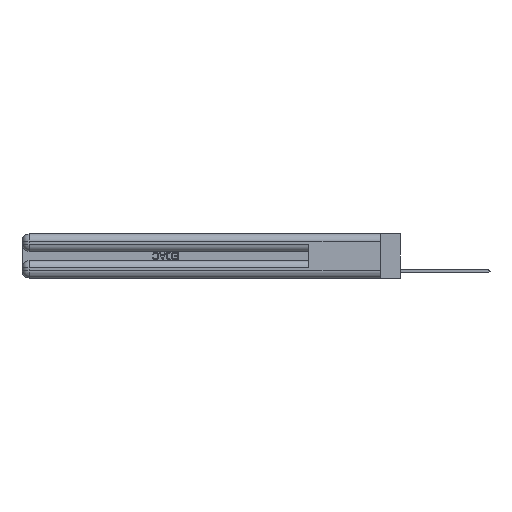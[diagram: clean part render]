
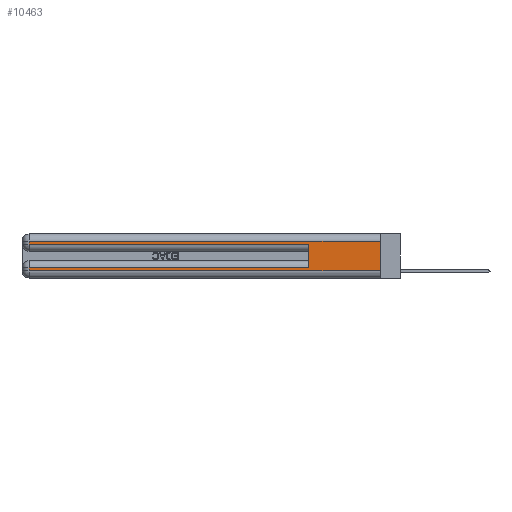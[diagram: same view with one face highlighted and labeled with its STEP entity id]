
A CAD part, left-side view. The second image highlights one B-rep face of the part: STEP entity #10463.
In plain terms, the highlighted planar face has unit normal (-1, 0, 0).
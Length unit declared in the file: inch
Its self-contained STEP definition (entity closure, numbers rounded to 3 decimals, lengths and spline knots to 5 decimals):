
#761 = VECTOR ( 'NONE', #20648, 39.37008 ) ;
#890 = EDGE_CURVE ( 'NONE', #28949, #12443, #29088, .T. ) ;
#3435 = CARTESIAN_POINT ( 'NONE',  ( 0., 0., 0.31 ) ) ;
#3481 = VECTOR ( 'NONE', #18507, 39.37008 ) ;
#4083 = LINE ( 'NONE', #8519, #3481 ) ;
#4091 = LINE ( 'NONE', #14071, #20231 ) ;
#4157 = ORIENTED_EDGE ( 'NONE', *, *, #12079, .T. ) ;
#4175 = EDGE_CURVE ( 'NONE', #10552, #26935, #30658, .T. ) ;
#4237 = PLANE ( 'NONE',  #30991 ) ;
#4708 = CARTESIAN_POINT ( 'NONE',  ( 0., 0., 0.085 ) ) ;
#4868 = CARTESIAN_POINT ( 'NONE',  ( 0., 2.94, 0.06 ) ) ;
#4874 = CARTESIAN_POINT ( 'NONE',  ( 0., 0., 0.37 ) ) ;
#5859 = VECTOR ( 'NONE', #23306, 39.37008 ) ;
#6505 = DIRECTION ( 'NONE',  ( 0., 0., -1. ) ) ;
#6507 = CARTESIAN_POINT ( 'NONE',  ( 0., 2.94, 0.31 ) ) ;
#6747 = ORIENTED_EDGE ( 'NONE', *, *, #11858, .T. ) ;
#7159 = DIRECTION ( 'NONE',  ( 0., 1., 0. ) ) ;
#7246 = CARTESIAN_POINT ( 'NONE',  ( 0., 2.94, 0.085 ) ) ;
#7533 = VECTOR ( 'NONE', #24259, 39.37008 ) ;
#8519 = CARTESIAN_POINT ( 'NONE',  ( 0., 0., 0.37 ) ) ;
#8665 = CARTESIAN_POINT ( 'NONE',  ( 0., 0.6, 0.285 ) ) ;
#8748 = DIRECTION ( 'NONE',  ( 0., 0., -1. ) ) ;
#9114 = VERTEX_POINT ( 'NONE', #3435 ) ;
#9213 = VERTEX_POINT ( 'NONE', #4868 ) ;
#9624 = LINE ( 'NONE', #4708, #21068 ) ;
#9684 = ORIENTED_EDGE ( 'NONE', *, *, #4175, .F. ) ;
#9702 = VECTOR ( 'NONE', #6505, 39.37008 ) ;
#10463 = ADVANCED_FACE ( 'NONE', ( #27301 ), #4237, .F. ) ;
#10552 = VERTEX_POINT ( 'NONE', #30560 ) ;
#11038 = CARTESIAN_POINT ( 'NONE',  ( 0., 0.6, 0.145 ) ) ;
#11770 = DIRECTION ( 'NONE',  ( 1., 0., 0. ) ) ;
#11858 = EDGE_CURVE ( 'NONE', #16088, #9213, #23642, .T. ) ;
#11873 = ORIENTED_EDGE ( 'NONE', *, *, #22284, .T. ) ;
#12079 = EDGE_CURVE ( 'NONE', #9114, #28949, #23120, .T. ) ;
#12443 = VERTEX_POINT ( 'NONE', #32085 ) ;
#13564 = ORIENTED_EDGE ( 'NONE', *, *, #21878, .T. ) ;
#14006 = EDGE_CURVE ( 'NONE', #9114, #29452, #4083, .T. ) ;
#14071 = CARTESIAN_POINT ( 'NONE',  ( 0., 0., 0.06 ) ) ;
#14283 = CARTESIAN_POINT ( 'NONE',  ( 0., 0., 0.285 ) ) ;
#15422 = CARTESIAN_POINT ( 'NONE',  ( 0., 0., 0.31 ) ) ;
#16088 = VERTEX_POINT ( 'NONE', #7246 ) ;
#16765 = CARTESIAN_POINT ( 'NONE',  ( 0., 0., 0.06 ) ) ;
#18271 = EDGE_LOOP ( 'NONE', ( #27036, #4157, #19152, #13564, #9684, #11873, #6747, #19767 ) ) ;
#18507 = DIRECTION ( 'NONE',  ( 0., 0., -1. ) ) ;
#19011 = VECTOR ( 'NONE', #8748, 39.37008 ) ;
#19152 = ORIENTED_EDGE ( 'NONE', *, *, #890, .T. ) ;
#19767 = ORIENTED_EDGE ( 'NONE', *, *, #28651, .T. ) ;
#20231 = VECTOR ( 'NONE', #26675, 39.37008 ) ;
#20648 = DIRECTION ( 'NONE',  ( 0., 1., 0. ) ) ;
#21068 = VECTOR ( 'NONE', #7159, 39.37008 ) ;
#21878 = EDGE_CURVE ( 'NONE', #12443, #26935, #26729, .T. ) ;
#22284 = EDGE_CURVE ( 'NONE', #10552, #16088, #9624, .T. ) ;
#23120 = LINE ( 'NONE', #15422, #761 ) ;
#23306 = DIRECTION ( 'NONE',  ( 0., 0., 1. ) ) ;
#23642 = LINE ( 'NONE', #31159, #19011 ) ;
#24259 = DIRECTION ( 'NONE',  ( 0., -1., 0. ) ) ;
#26675 = DIRECTION ( 'NONE',  ( 0., -1., 0. ) ) ;
#26729 = LINE ( 'NONE', #14283, #7533 ) ;
#26935 = VERTEX_POINT ( 'NONE', #8665 ) ;
#27036 = ORIENTED_EDGE ( 'NONE', *, *, #14006, .F. ) ;
#27301 = FACE_OUTER_BOUND ( 'NONE', #18271, .T. ) ;
#28651 = EDGE_CURVE ( 'NONE', #9213, #29452, #4091, .T. ) ;
#28949 = VERTEX_POINT ( 'NONE', #6507 ) ;
#29088 = LINE ( 'NONE', #31699, #9702 ) ;
#29436 = DIRECTION ( 'NONE',  ( 0., 0., -1. ) ) ;
#29452 = VERTEX_POINT ( 'NONE', #16765 ) ;
#30560 = CARTESIAN_POINT ( 'NONE',  ( 0., 0.6, 0.085 ) ) ;
#30658 = LINE ( 'NONE', #11038, #5859 ) ;
#30991 = AXIS2_PLACEMENT_3D ( 'NONE', #4874, #11770, #29436 ) ;
#31159 = CARTESIAN_POINT ( 'NONE',  ( 0., 2.94, 0.37 ) ) ;
#31699 = CARTESIAN_POINT ( 'NONE',  ( 0., 2.94, 0.37 ) ) ;
#32085 = CARTESIAN_POINT ( 'NONE',  ( 0., 2.94, 0.285 ) ) ;
